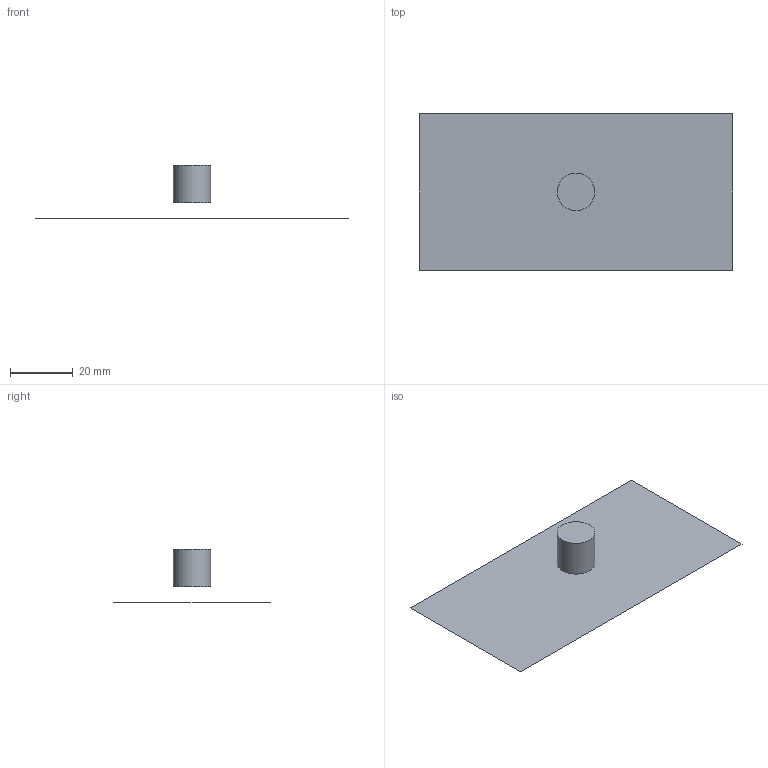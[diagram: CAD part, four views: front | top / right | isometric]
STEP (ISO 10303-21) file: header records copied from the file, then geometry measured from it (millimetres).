
FILE_DESCRIPTION(('STEP AP214'),'1');
FILE_NAME('impact_cad.step','2024-06-15T11:59:28',(' '),(' '),'Spatial InterOp 3D',' ',' ');
FILE_SCHEMA(('AUTOMOTIVE_DESIGN { 1 0 10303 214 1 1 1 1 }'));
Length unit declared in the file: metre
Products named in the file (4): impact_cad; Face; solid
Assembly tree (3 placements, depth 3):
  impact_cad
    impact_cad
      Face
      solid
Bounding box: 100 x 50 x 17 mm (x, y, z)
Volume: 1357.2 mm3; surface area: 5678.6 mm2
Topology: 1 solids, 2 shells, 4 faces, 7 edges, 6 vertices
Faces by surface type: plane 3, cylinder 1
Full cylindrical faces by diameter (mm): 12 x1
Entity records: 267 total; most frequent: DIRECTION 27, CARTESIAN_POINT 22, AXIS2_PLACEMENT_3D 11, PRESENTATION_STYLE_ASSIGNMENT 11, COLOUR_RGB 11, ORIENTED_EDGE 10, STYLED_ITEM 9, PRODUCT_DEFINITION_SHAPE 7
